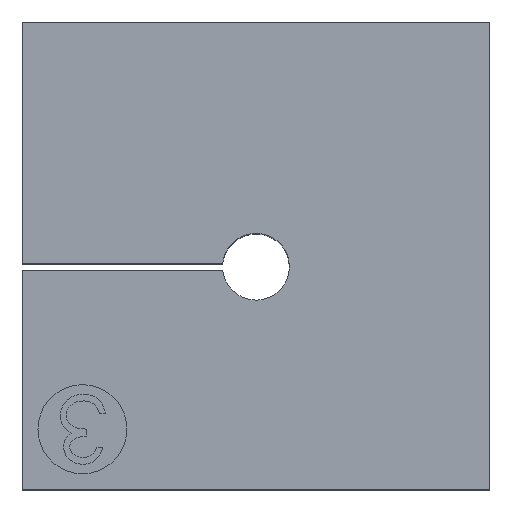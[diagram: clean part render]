
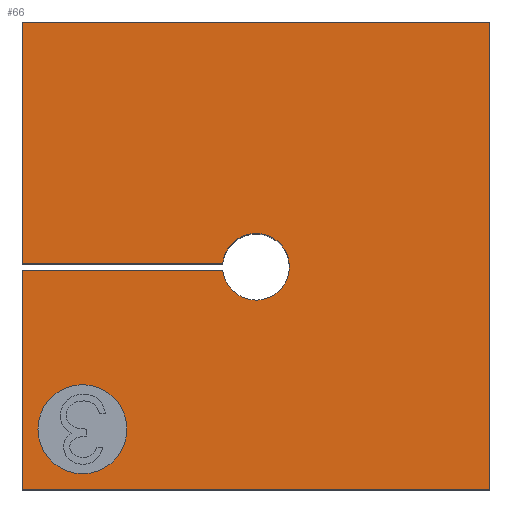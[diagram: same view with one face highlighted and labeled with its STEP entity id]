
A CAD part, top view. The second image highlights one B-rep face of the part: STEP entity #66.
In plain terms, the highlighted planar face has unit normal (0, 0, 1).
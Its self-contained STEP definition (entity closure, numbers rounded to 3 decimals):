
#66=ADVANCED_FACE('NONE',(#135,#136),#137,.F.);
#135=FACE_OUTER_BOUND('',#232,.T.);
#136=FACE_BOUND('',#233,.T.);
#137=PLANE('',#234);
#232=EDGE_LOOP('',(#852,#853,#854,#855,#856,#857,#858,#859,#860));
#233=EDGE_LOOP('',(#861,#862));
#234=AXIS2_PLACEMENT_3D('',#863,#864,#865);
#852=ORIENTED_EDGE('',*,*,#1065,.T.);
#853=ORIENTED_EDGE('',*,*,#1058,.F.);
#854=ORIENTED_EDGE('',*,*,#1039,.F.);
#855=ORIENTED_EDGE('',*,*,#1107,.F.);
#856=ORIENTED_EDGE('',*,*,#1049,.F.);
#857=ORIENTED_EDGE('',*,*,#1101,.T.);
#858=ORIENTED_EDGE('',*,*,#1096,.F.);
#859=ORIENTED_EDGE('',*,*,#1100,.F.);
#860=ORIENTED_EDGE('',*,*,#1086,.T.);
#861=ORIENTED_EDGE('',*,*,#1108,.F.);
#862=ORIENTED_EDGE('',*,*,#1043,.F.);
#863=CARTESIAN_POINT('',(0.0,0.0,9.5));
#864=DIRECTION('',(0.0,0.0,-1.0));
#865=DIRECTION('',(0.0,-1.0,0.0));
#1039=EDGE_CURVE('NONE',#1166,#1168,#1169,.T.);
#1043=EDGE_CURVE('NONE',#1174,#1176,#1177,.T.);
#1049=EDGE_CURVE('NONE',#1187,#1188,#1189,.T.);
#1058=EDGE_CURVE('NONE',#1168,#1205,#1206,.T.);
#1065=EDGE_CURVE('NONE',#1218,#1205,#1219,.T.);
#1086=EDGE_CURVE('NONE',#1251,#1218,#1253,.T.);
#1096=EDGE_CURVE('NONE',#1268,#1270,#1271,.T.);
#1100=EDGE_CURVE('NONE',#1251,#1268,#1276,.T.);
#1101=EDGE_CURVE('NONE',#1187,#1270,#1277,.T.);
#1107=EDGE_CURVE('NONE',#1188,#1166,#1283,.T.);
#1108=EDGE_CURVE('NONE',#1176,#1174,#1284,.T.);
#1166=VERTEX_POINT('NONE',#1376);
#1168=VERTEX_POINT('NONE',#1379);
#1169=CIRCLE('',#1380,1.5);
#1174=VERTEX_POINT('NONE',#1386);
#1176=VERTEX_POINT('NONE',#1389);
#1177=CIRCLE('',#1390,2.0);
#1187=VERTEX_POINT('NONE',#1403);
#1188=VERTEX_POINT('NONE',#1404);
#1189=LINE('',#1405,#1406);
#1205=VERTEX_POINT('NONE',#1430);
#1206=LINE('',#1431,#1432);
#1218=VERTEX_POINT('NONE',#1450);
#1219=LINE('',#1451,#1452);
#1251=VERTEX_POINT('NONE',#1502);
#1253=LINE('',#1505,#1506);
#1268=VERTEX_POINT('NONE',#1529);
#1270=VERTEX_POINT('NONE',#1532);
#1271=LINE('',#1533,#1534);
#1276=LINE('',#1542,#1543);
#1277=LINE('',#1544,#1545);
#1283=CIRCLE('',#1556,1.5);
#1284=CIRCLE('',#1557,2.0);
#1376=CARTESIAN_POINT('',(12.0,-0.5,9.5));
#1379=CARTESIAN_POINT('',(9.008,-0.35,9.5));
#1380=AXIS2_PLACEMENT_3D('',#2057,#2058,#2059);
#1386=CARTESIAN_POINT('',(0.7,-7.8,9.5));
#1389=CARTESIAN_POINT('',(4.7,-7.8,9.5));
#1390=AXIS2_PLACEMENT_3D('',#2065,#2066,#2067);
#1403=CARTESIAN_POINT('',(0.,-0.65,9.5));
#1404=CARTESIAN_POINT('',(9.008,-0.65,9.5));
#1405=CARTESIAN_POINT('',(0.,-0.65,9.5));
#1406=VECTOR('',#2077,1000.0);
#1430=CARTESIAN_POINT('',(0.,-0.35,9.5));
#1431=CARTESIAN_POINT('',(0.,-0.35,9.5));
#1432=VECTOR('',#2086,1000.0);
#1450=CARTESIAN_POINT('',(0.0,10.5,9.5));
#1451=CARTESIAN_POINT('',(0.0,0.0,9.5));
#1452=VECTOR('',#2093,1000.0);
#1502=CARTESIAN_POINT('',(21.0,10.5,9.5));
#1505=CARTESIAN_POINT('',(0.0,10.5,9.5));
#1506=VECTOR('',#2116,1000.0);
#1529=CARTESIAN_POINT('',(21.0,-10.5,9.5));
#1532=CARTESIAN_POINT('',(0.0,-10.5,9.5));
#1533=CARTESIAN_POINT('',(0.0,-10.5,9.5));
#1534=VECTOR('',#2126,1000.0);
#1542=CARTESIAN_POINT('',(21.0,0.,9.5));
#1543=VECTOR('',#2130,1000.0);
#1544=CARTESIAN_POINT('',(0.0,0.0,9.5));
#1545=VECTOR('',#2131,1000.0);
#1556=AXIS2_PLACEMENT_3D('',#2137,#2138,#2139);
#1557=AXIS2_PLACEMENT_3D('',#2140,#2141,#2142);
#2057=CARTESIAN_POINT('',(10.5,-0.5,9.5));
#2058=DIRECTION('',(0.0,0.0,1.0));
#2059=DIRECTION('',(1.0,0.0,0.0));
#2065=CARTESIAN_POINT('',(2.7,-7.8,9.5));
#2066=DIRECTION('',(0.0,0.0,1.0));
#2067=DIRECTION('',(1.0,0.0,0.0));
#2077=DIRECTION('',(1.0,0.,0.0));
#2086=DIRECTION('',(-1.0,0.,-0.0));
#2093=DIRECTION('',(-0.0,-1.0,-0.0));
#2116=DIRECTION('',(-1.0,-0.0,-0.0));
#2126=DIRECTION('',(-1.0,0.0,-0.0));
#2130=DIRECTION('',(0.,-1.0,-0.0));
#2131=DIRECTION('',(-0.0,-1.0,-0.0));
#2137=CARTESIAN_POINT('',(10.5,-0.5,9.5));
#2138=DIRECTION('',(0.0,0.0,1.0));
#2139=DIRECTION('',(1.0,0.0,0.0));
#2140=CARTESIAN_POINT('',(2.7,-7.8,9.5));
#2141=DIRECTION('',(0.0,0.0,1.0));
#2142=DIRECTION('',(1.0,0.0,0.0));
